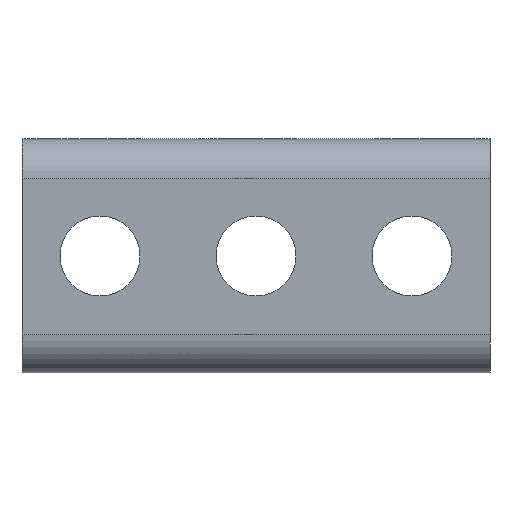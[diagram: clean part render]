
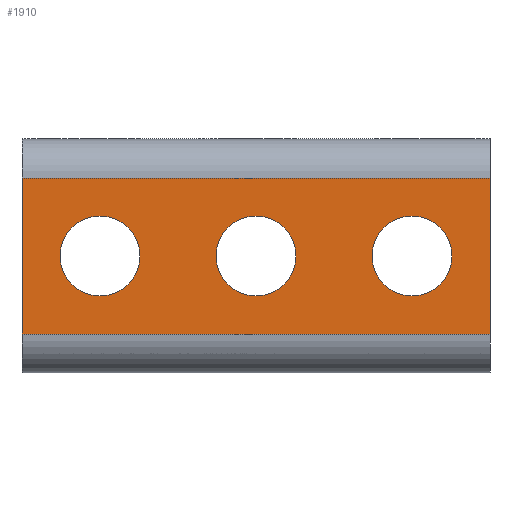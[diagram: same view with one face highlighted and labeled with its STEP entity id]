
A CAD part, front view. The second image highlights one B-rep face of the part: STEP entity #1910.
In plain terms, the highlighted planar face has unit normal (0, -1, 0).
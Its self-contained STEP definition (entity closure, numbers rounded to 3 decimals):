
#3 = DIRECTION ( 'NONE',  ( 0., 0., -1. ) ) ;
#19 = VERTEX_POINT ( 'NONE', #452 ) ;
#33 = FACE_BOUND ( 'NONE', #681, .T. ) ;
#81 = ORIENTED_EDGE ( 'NONE', *, *, #1081, .F. ) ;
#112 = EDGE_CURVE ( 'NONE', #1120, #2043, #1107, .T. ) ;
#122 = EDGE_CURVE ( 'NONE', #2031, #1842, #1543, .T. ) ;
#126 = ORIENTED_EDGE ( 'NONE', *, *, #1425, .T. ) ;
#182 = AXIS2_PLACEMENT_3D ( 'NONE', #657, #1794, #816 ) ;
#188 = VERTEX_POINT ( 'NONE', #518 ) ;
#189 = AXIS2_PLACEMENT_3D ( 'NONE', #1338, #1501, #526 ) ;
#190 = DIRECTION ( 'NONE',  ( 0., 0., -1. ) ) ;
#261 = EDGE_CURVE ( 'NONE', #1842, #2031, #903, .T. ) ;
#277 = DIRECTION ( 'NONE',  ( 0., -1., 0. ) ) ;
#283 = ORIENTED_EDGE ( 'NONE', *, *, #122, .F. ) ;
#313 = ORIENTED_EDGE ( 'NONE', *, *, #261, .F. ) ;
#323 = VECTOR ( 'NONE', #190, 1000. ) ;
#341 = DIRECTION ( 'NONE',  ( 0., -1., 0. ) ) ;
#363 = ORIENTED_EDGE ( 'NONE', *, *, #1712, .F. ) ;
#384 = VERTEX_POINT ( 'NONE', #839 ) ;
#395 = VECTOR ( 'NONE', #424, 1000. ) ;
#421 = CARTESIAN_POINT ( 'NONE',  ( -9.25, -23.5, 4. ) ) ;
#424 = DIRECTION ( 'NONE',  ( 1., 0., 0. ) ) ;
#452 = CARTESIAN_POINT ( 'NONE',  ( 2.75, -23.5, 2.05 ) ) ;
#489 = EDGE_CURVE ( 'NONE', #856, #1522, #1365, .T. ) ;
#518 = CARTESIAN_POINT ( 'NONE',  ( 14.75, -23.5, -4. ) ) ;
#526 = DIRECTION ( 'NONE',  ( 0., 0., -1. ) ) ;
#550 = AXIS2_PLACEMENT_3D ( 'NONE', #1244, #277, #1411 ) ;
#568 = VECTOR ( 'NONE', #952, 1000. ) ;
#572 = CIRCLE ( 'NONE', #854, 2.05 ) ;
#651 = CARTESIAN_POINT ( 'NONE',  ( 10.75, -23.5, 0. ) ) ;
#657 = CARTESIAN_POINT ( 'NONE',  ( 10.75, -23.5, 0. ) ) ;
#661 = CARTESIAN_POINT ( 'NONE',  ( 14.75, -23.5, 4. ) ) ;
#681 = EDGE_LOOP ( 'NONE', ( #283, #313 ) ) ;
#739 = LINE ( 'NONE', #661, #323 ) ;
#777 = VERTEX_POINT ( 'NONE', #876 ) ;
#813 = DIRECTION ( 'NONE',  ( 0., 0., -1. ) ) ;
#816 = DIRECTION ( 'NONE',  ( 0., 0., -1. ) ) ;
#837 = CARTESIAN_POINT ( 'NONE',  ( -5.25, -23.5, -2.05 ) ) ;
#839 = CARTESIAN_POINT ( 'NONE',  ( 2.75, -23.5, -2.05 ) ) ;
#840 = AXIS2_PLACEMENT_3D ( 'NONE', #1879, #907, #2040 ) ;
#841 = FACE_OUTER_BOUND ( 'NONE', #1588, .T. ) ;
#854 = AXIS2_PLACEMENT_3D ( 'NONE', #1940, #967, #3 ) ;
#856 = VERTEX_POINT ( 'NONE', #421 ) ;
#866 = LINE ( 'NONE', #1227, #395 ) ;
#874 = VECTOR ( 'NONE', #1887, 1000. ) ;
#876 = CARTESIAN_POINT ( 'NONE',  ( 14.75, -23.5, 4. ) ) ;
#903 = CIRCLE ( 'NONE', #1583, 2.05 ) ;
#907 = DIRECTION ( 'NONE',  ( 0., -1., 0. ) ) ;
#952 = DIRECTION ( 'NONE',  ( 1., 0., 0. ) ) ;
#967 = DIRECTION ( 'NONE',  ( 0., -1., 0. ) ) ;
#1010 = EDGE_CURVE ( 'NONE', #19, #384, #572, .T. ) ;
#1081 = EDGE_CURVE ( 'NONE', #777, #188, #739, .T. ) ;
#1107 = CIRCLE ( 'NONE', #1946, 2.05 ) ;
#1113 = CARTESIAN_POINT ( 'NONE',  ( -9.25, -23.5, -4. ) ) ;
#1120 = VERTEX_POINT ( 'NONE', #837 ) ;
#1134 = ORIENTED_EDGE ( 'NONE', *, *, #489, .T. ) ;
#1137 = EDGE_LOOP ( 'NONE', ( #1661, #1341 ) ) ;
#1166 = PLANE ( 'NONE',  #189 ) ;
#1193 = ORIENTED_EDGE ( 'NONE', *, *, #1749, .F. ) ;
#1227 = CARTESIAN_POINT ( 'NONE',  ( -9.25, -23.5, 4. ) ) ;
#1232 = EDGE_CURVE ( 'NONE', #384, #19, #1788, .T. ) ;
#1244 = CARTESIAN_POINT ( 'NONE',  ( -5.25, -23.5, 0. ) ) ;
#1260 = CARTESIAN_POINT ( 'NONE',  ( 10.75, -23.5, -2.05 ) ) ;
#1273 = FACE_BOUND ( 'NONE', #1137, .T. ) ;
#1301 = CARTESIAN_POINT ( 'NONE',  ( -5.25, -23.5, 0. ) ) ;
#1338 = CARTESIAN_POINT ( 'NONE',  ( -9.25, -23.5, 4. ) ) ;
#1341 = ORIENTED_EDGE ( 'NONE', *, *, #1232, .F. ) ;
#1365 = LINE ( 'NONE', #1726, #874 ) ;
#1411 = DIRECTION ( 'NONE',  ( 0., 0., -1. ) ) ;
#1425 = EDGE_CURVE ( 'NONE', #1522, #188, #1857, .T. ) ;
#1471 = DIRECTION ( 'NONE',  ( 0., 0., -1. ) ) ;
#1477 = CARTESIAN_POINT ( 'NONE',  ( -9.25, -23.5, -4. ) ) ;
#1501 = DIRECTION ( 'NONE',  ( 0., -1., 0. ) ) ;
#1522 = VERTEX_POINT ( 'NONE', #1477 ) ;
#1524 = CARTESIAN_POINT ( 'NONE',  ( 10.75, -23.5, 2.05 ) ) ;
#1543 = CIRCLE ( 'NONE', #182, 2.05 ) ;
#1583 = AXIS2_PLACEMENT_3D ( 'NONE', #651, #1790, #813 ) ;
#1588 = EDGE_LOOP ( 'NONE', ( #81, #363, #1134, #126 ) ) ;
#1661 = ORIENTED_EDGE ( 'NONE', *, *, #1010, .F. ) ;
#1688 = CARTESIAN_POINT ( 'NONE',  ( -5.25, -23.5, 2.05 ) ) ;
#1701 = FACE_BOUND ( 'NONE', #1897, .T. ) ;
#1712 = EDGE_CURVE ( 'NONE', #856, #777, #866, .T. ) ;
#1726 = CARTESIAN_POINT ( 'NONE',  ( -9.25, -23.5, 4. ) ) ;
#1749 = EDGE_CURVE ( 'NONE', #2043, #1120, #2004, .T. ) ;
#1788 = CIRCLE ( 'NONE', #840, 2.05 ) ;
#1790 = DIRECTION ( 'NONE',  ( 0., -1., 0. ) ) ;
#1794 = DIRECTION ( 'NONE',  ( 0., -1., 0. ) ) ;
#1842 = VERTEX_POINT ( 'NONE', #1260 ) ;
#1857 = LINE ( 'NONE', #1113, #568 ) ;
#1879 = CARTESIAN_POINT ( 'NONE',  ( 2.75, -23.5, 0. ) ) ;
#1887 = DIRECTION ( 'NONE',  ( 0., 0., -1. ) ) ;
#1897 = EDGE_LOOP ( 'NONE', ( #1193, #1971 ) ) ;
#1910 = ADVANCED_FACE ( 'NONE', ( #33, #1273, #1701, #841 ), #1166, .T. ) ;
#1940 = CARTESIAN_POINT ( 'NONE',  ( 2.75, -23.5, 0. ) ) ;
#1946 = AXIS2_PLACEMENT_3D ( 'NONE', #1301, #341, #1471 ) ;
#1971 = ORIENTED_EDGE ( 'NONE', *, *, #112, .F. ) ;
#2004 = CIRCLE ( 'NONE', #550, 2.05 ) ;
#2031 = VERTEX_POINT ( 'NONE', #1524 ) ;
#2040 = DIRECTION ( 'NONE',  ( 0., 0., -1. ) ) ;
#2043 = VERTEX_POINT ( 'NONE', #1688 ) ;
